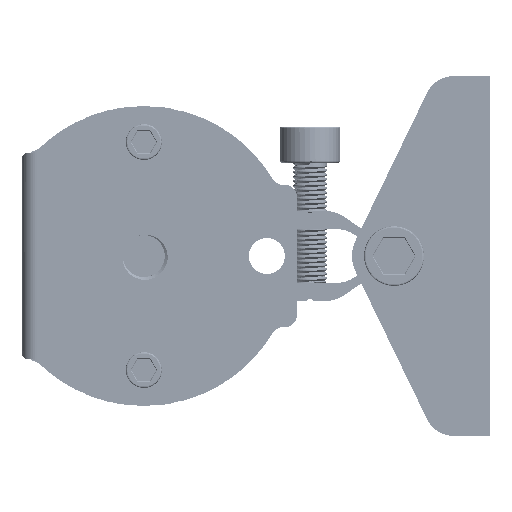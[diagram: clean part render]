
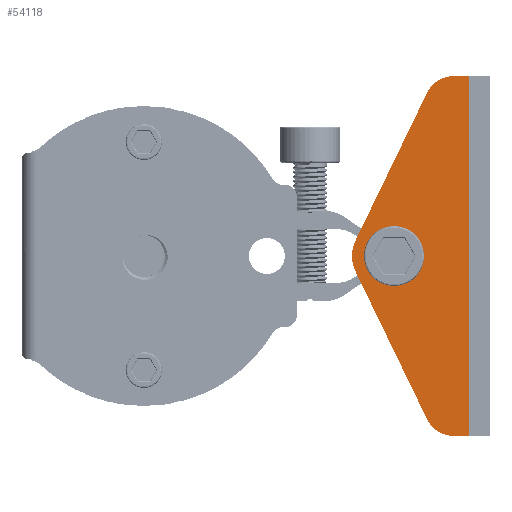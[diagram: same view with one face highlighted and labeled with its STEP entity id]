
A CAD part, left-side view. The second image highlights one B-rep face of the part: STEP entity #54118.
In plain terms, the highlighted face is planar.
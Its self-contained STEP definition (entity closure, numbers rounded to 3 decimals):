
#53712=DIRECTION('',(-1.,0.,0.));
#53713=VECTOR('',#53712,60.);
#53714=CARTESIAN_POINT('',(30.,3.5,3.));
#53715=LINE('',#53714,#53713);
#53716=DIRECTION('',(0.,1.,0.));
#53717=VECTOR('',#53716,2.5);
#53718=CARTESIAN_POINT('',(-30.,3.5,3.));
#53719=LINE('',#53718,#53717);
#53720=CARTESIAN_POINT('',(-25.,6.,3.));
#53721=DIRECTION('',(0.,0.,-1.));
#53722=DIRECTION('',(-1.,0.,0.));
#53723=AXIS2_PLACEMENT_3D('',#53720,#53721,#53722);
#53725=DIRECTION('',(0.9,0.436,0.));
#53726=VECTOR('',#53725,27.295);
#53727=CARTESIAN_POINT('',(-27.18,10.5,3.));
#53728=LINE('',#53727,#53726);
#53729=CARTESIAN_POINT('',(0.,17.,3.));
#53730=DIRECTION('',(0.,0.,-1.));
#53731=DIRECTION('',(-0.436,0.9,0.));
#53732=AXIS2_PLACEMENT_3D('',#53729,#53730,#53731);
#53734=DIRECTION('',(0.9,-0.436,0.));
#53735=VECTOR('',#53734,27.295);
#53736=CARTESIAN_POINT('',(2.616,22.4,3.));
#53737=LINE('',#53736,#53735);
#53738=CARTESIAN_POINT('',(25.,6.,3.));
#53739=DIRECTION('',(0.,0.,-1.));
#53740=DIRECTION('',(0.436,0.9,0.));
#53741=AXIS2_PLACEMENT_3D('',#53738,#53739,#53740);
#53743=DIRECTION('',(0.,-1.,0.));
#53744=VECTOR('',#53743,2.5);
#53745=CARTESIAN_POINT('',(30.,6.,3.));
#53746=LINE('',#53745,#53744);
#53747=CARTESIAN_POINT('',(0.,16.,3.));
#53748=DIRECTION('',(0.,0.,1.));
#53749=DIRECTION('',(-1.,0.,0.));
#53750=AXIS2_PLACEMENT_3D('',#53747,#53748,#53749);
#53752=CARTESIAN_POINT('',(0.,16.,3.));
#53753=DIRECTION('',(0.,0.,1.));
#53754=DIRECTION('',(1.,0.,0.));
#53755=AXIS2_PLACEMENT_3D('',#53752,#53753,#53754);
#53877=CARTESIAN_POINT('',(-30.,3.5,3.));
#53878=VERTEX_POINT('',#53877);
#53879=CARTESIAN_POINT('',(30.,3.5,3.));
#53880=VERTEX_POINT('',#53879);
#53903=CARTESIAN_POINT('',(-30.,6.,3.));
#53904=VERTEX_POINT('',#53903);
#53919=CARTESIAN_POINT('',(3.,16.,3.));
#53920=VERTEX_POINT('',#53919);
#53921=CARTESIAN_POINT('',(-3.,16.,3.));
#53922=VERTEX_POINT('',#53921);
#53923=CARTESIAN_POINT('',(-27.18,10.5,3.));
#53924=VERTEX_POINT('',#53923);
#53925=CARTESIAN_POINT('',(-2.616,22.4,3.));
#53926=VERTEX_POINT('',#53925);
#53927=CARTESIAN_POINT('',(2.616,22.4,3.));
#53928=VERTEX_POINT('',#53927);
#53929=CARTESIAN_POINT('',(27.18,10.5,3.));
#53930=VERTEX_POINT('',#53929);
#53931=CARTESIAN_POINT('',(30.,6.,3.));
#53932=VERTEX_POINT('',#53931);
#54092=CARTESIAN_POINT('',(0.,0.,3.));
#54093=DIRECTION('',(0.,0.,1.));
#54094=DIRECTION('',(1.,0.,0.));
#54095=AXIS2_PLACEMENT_3D('',#54092,#54093,#54094);
#54096=PLANE('',#54095);
#54097=ORIENTED_EDGE('',*,*,#53998,.T.);
#54098=ORIENTED_EDGE('',*,*,#54040,.T.);
#54100=ORIENTED_EDGE('',*,*,#54099,.T.);
#54102=ORIENTED_EDGE('',*,*,#54101,.T.);
#54104=ORIENTED_EDGE('',*,*,#54103,.T.);
#54106=ORIENTED_EDGE('',*,*,#54105,.T.);
#54108=ORIENTED_EDGE('',*,*,#54107,.T.);
#54109=ORIENTED_EDGE('',*,*,#54082,.T.);
#54110=EDGE_LOOP('',(#54097,#54098,#54100,#54102,#54104,#54106,#54108,#54109));
#54111=FACE_OUTER_BOUND('',#54110,.F.);
#54113=ORIENTED_EDGE('',*,*,#54112,.T.);
#54115=ORIENTED_EDGE('',*,*,#54114,.T.);
#54116=EDGE_LOOP('',(#54113,#54115));
#54117=FACE_BOUND('',#54116,.F.);
#54118=ADVANCED_FACE('',(#54111,#54117),#54096,.T.);
#53724=CIRCLE('',#53723,5.);
#53733=CIRCLE('',#53732,6.);
#53742=CIRCLE('',#53741,5.);
#53751=CIRCLE('',#53750,3.);
#53756=CIRCLE('',#53755,3.);
#53998=EDGE_CURVE('',#53880,#53878,#53715,.T.);
#54040=EDGE_CURVE('',#53878,#53904,#53719,.T.);
#54082=EDGE_CURVE('',#53932,#53880,#53746,.T.);
#54099=EDGE_CURVE('',#53904,#53924,#53724,.T.);
#54101=EDGE_CURVE('',#53924,#53926,#53728,.T.);
#54103=EDGE_CURVE('',#53926,#53928,#53733,.T.);
#54105=EDGE_CURVE('',#53928,#53930,#53737,.T.);
#54107=EDGE_CURVE('',#53930,#53932,#53742,.T.);
#54112=EDGE_CURVE('',#53922,#53920,#53751,.T.);
#54114=EDGE_CURVE('',#53920,#53922,#53756,.T.);
